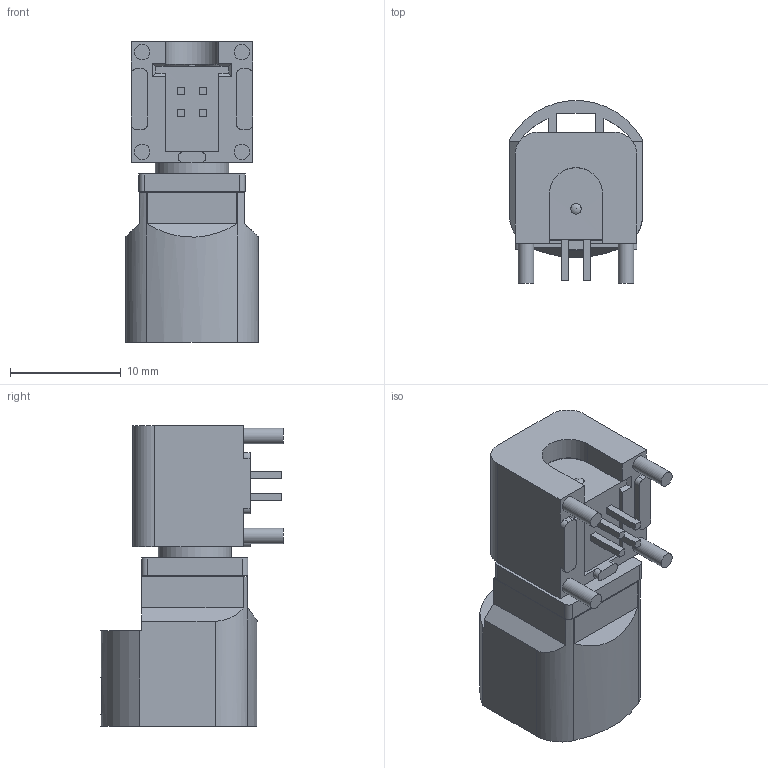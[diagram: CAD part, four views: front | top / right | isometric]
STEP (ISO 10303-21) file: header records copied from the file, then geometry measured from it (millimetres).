
FILE_DESCRIPTION(/* description */ (''),/* implementation_level */ '2;1');
FILE_NAME(/* name */ '35602362_3D_STEP.stp',/* time_stamp */ '2023-07-03T12:36:13+05:00',/* author */ (''),/* organization */ (''),/* preprocessor_version */ 'ST-DEVELOPER v16',/* originating_system */ 'SIEMENS PLM Software NX 11.0',/* authorisation */ '');
FILE_SCHEMA (('AUTOMOTIVE_DESIGN { 1 0 10303 214 3 1 1 1 }'));
Length unit declared in the file: millimetre
Products named in the file (1): hjcv105C23EB7eov
Bounding box: 12 x 16.49 x 27.15 mm (x, y, z)
Volume: 2351.9 mm3; surface area: 2549.1 mm2
Topology: 1 solids, 1 shells, 177 faces, 475 edges, 318 vertices
Faces by surface type: plane 124, cylinder 51, sphere 1, cone 1
Full cylindrical faces by diameter (mm): 0.6 x4, 1.4 x4, 4.82 x1, 5.45 x1, 6.6 x1
Entity records: 5492 total; most frequent: CARTESIAN_POINT 953, DIRECTION 926, ORIENTED_EDGE 920, EDGE_CURVE 460, LINE 350, VECTOR 350, VERTEX_POINT 315, AXIS2_PLACEMENT_3D 288
